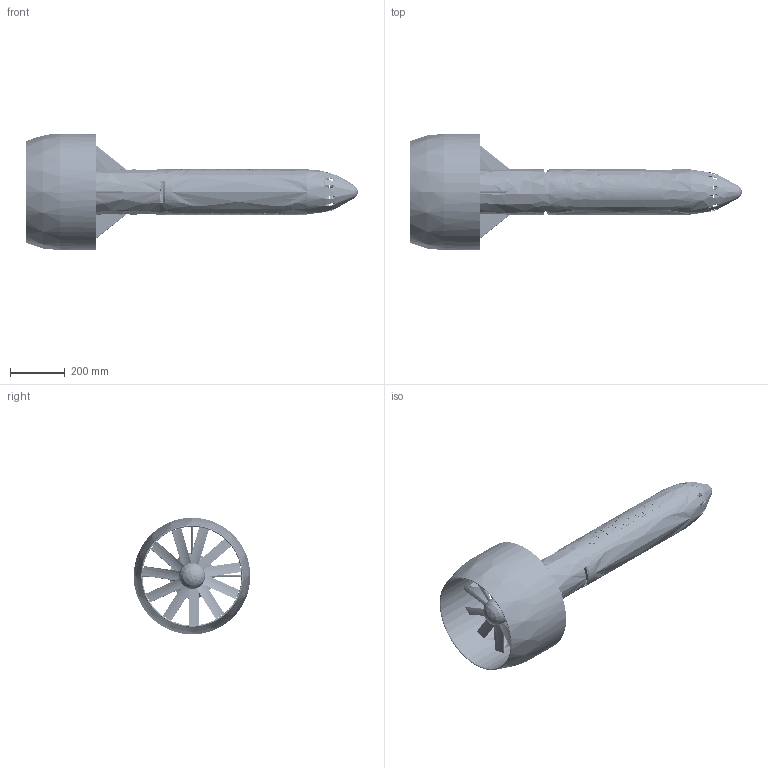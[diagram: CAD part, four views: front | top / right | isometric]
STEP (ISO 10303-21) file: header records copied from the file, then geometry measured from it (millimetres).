
FILE_DESCRIPTION(('FreeCAD Model'),'2;1');
FILE_NAME('Open CASCADE Shape Model','2025-04-27T02:38:31',('FreeCAD'),( 'FreeCAD'),'Open CASCADE STEP processor 7.6','FreeCAD','Unknown');
FILE_SCHEMA(('AUTOMOTIVE_DESIGN { 1 0 10303 214 1 1 1 1 }'));
Products named in the file (1): Open CASCADE STEP translator 7.6 1
Bounding box: 1215.9 x 426.98 x 426.96 mm (x, y, z)
Volume: 19244451.7 mm3; surface area: 3727201.6 mm2
Topology: 276 solids, 276 shells, 10371 faces, 24258 edges, 13799 vertices
Faces by surface type: bspline 10371
Entity records: 299095 total; most frequent: CARTESIAN_POINT 166967, ORIENTED_EDGE 46560, EDGE_CURVE 23280, VERTEX_POINT 13799, B_SPLINE_CURVE_WITH_KNOTS 12318, FACE_BOUND 10835, EDGE_LOOP 10835, ADVANCED_FACE 10371
